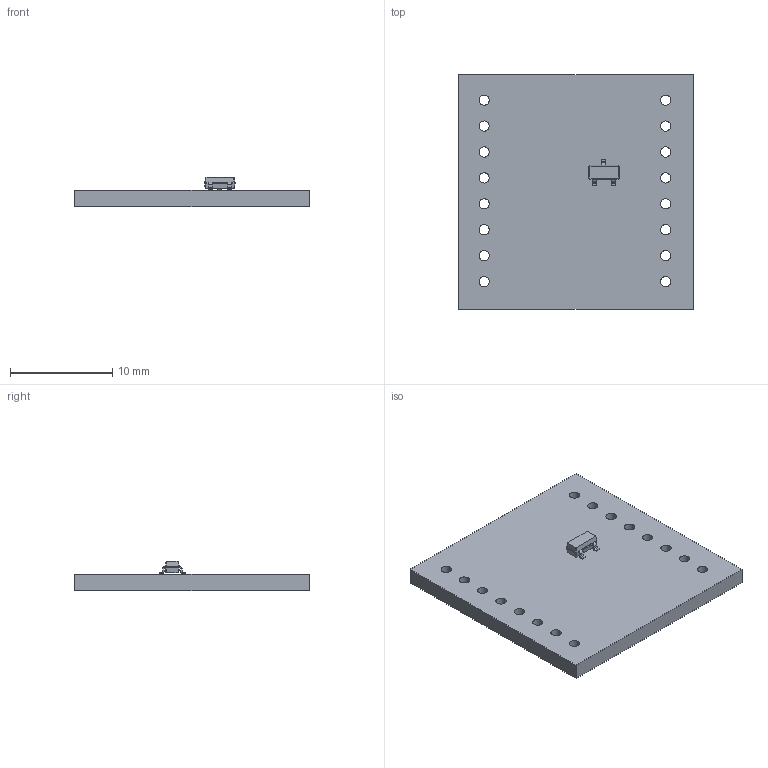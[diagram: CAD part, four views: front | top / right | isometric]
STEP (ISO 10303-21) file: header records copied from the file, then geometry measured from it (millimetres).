
FILE_DESCRIPTION(('KiCad electronic assembly'),'2;1');
FILE_NAME('SensorBoard.step','2023-01-12T15:38:15',('Pcbnew'),('Kicad'), 'Open CASCADE STEP processor 7.6','KiCad to STEP converter','Unknown' );
FILE_SCHEMA(('AUTOMOTIVE_DESIGN { 1 0 10303 214 1 1 1 1 }'));
Length unit declared in the file: millimetre
Products named in the file (4): SensorBoard 1; SOT-23; SOLID; SensorBoard PCB
Assembly tree (3 placements, depth 3):
  SensorBoard 1
    SOT-23
      SOLID
    SensorBoard PCB
Bounding box: 23 x 23 x 2.85 mm (x, y, z)
Volume: 830.7 mm3; surface area: 1280.2 mm2
Topology: 2 solids, 2 shells, 98 faces, 240 edges, 146 vertices
Faces by surface type: bspline 76, cylinder 16, plane 6
Full cylindrical faces by diameter (mm): 1 x16
Entity records: 6336 total; most frequent: CARTESIAN_POINT 2168, B_SPLINE_CURVE_WITH_KNOTS 492, ORIENTED_EDGE 480, PCURVE 480, DEFINITIONAL_REPRESENTATION 480, EDGE_CURVE 240, DIRECTION 232, SURFACE_CURVE 224
